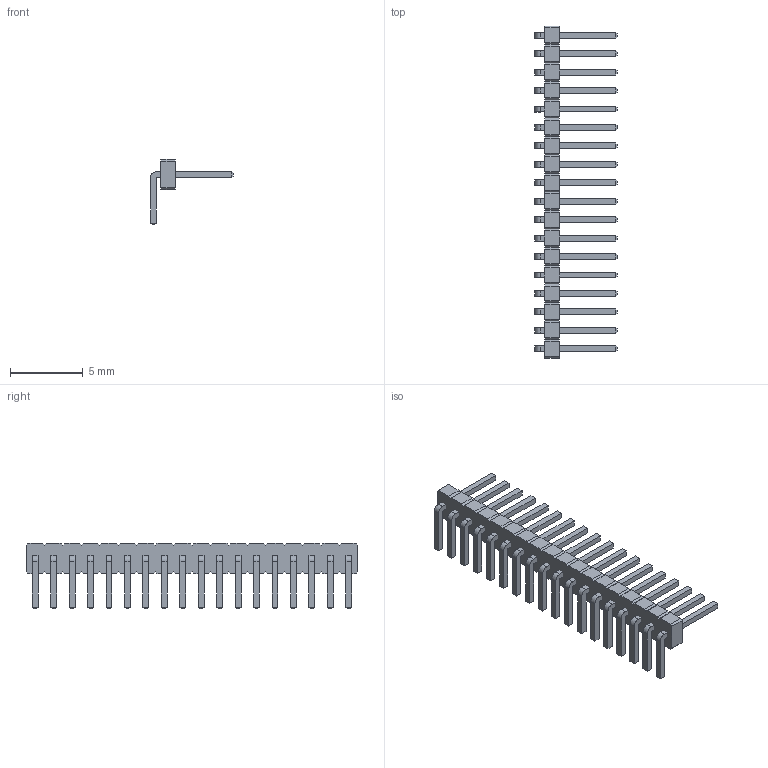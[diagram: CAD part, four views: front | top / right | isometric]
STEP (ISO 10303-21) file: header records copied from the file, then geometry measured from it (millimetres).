
FILE_DESCRIPTION(/* description */ ('model of PinHeader_1x18_P1.27mm_Horizontal'),/* implementation_level */ '2;1');
FILE_NAME(/* name */ 'PinHeader_1x18_P1.27mm_Horizontal.step',/* time_stamp */ '2018-01-24T13:43:31',/* author */ ('kicad StepUp','ksu'),/* organization */ ('FreeCAD'),/* preprocessor_version */ 'OCC',/* originating_system */ 'kicad StepUp',/* authorisation */ '');
FILE_SCHEMA(('AUTOMOTIVE_DESIGN { 1 0 10303 214 1 1 1 1 }'));
Length unit declared in the file: millimetre
Products named in the file (2): PinHeader_1x18_P127mm_Horizontal; Shape0_123873992667
Bounding box: 5.7 x 22.86 x 4.5 mm (x, y, z)
Volume: 72.7 mm3; surface area: 405.1 mm2
Topology: 19 solids, 19 shells, 418 faces, 996 edges, 616 vertices
Faces by surface type: plane 400, cylinder 18
Entity records: 7551 total; most frequent: ORIENTED_EDGE 1504, CARTESIAN_POINT 1162, EDGE_CURVE 996, LINE 960, VERTEX_POINT 616, AXIS2_PLACEMENT_3D 455, ADVANCED_FACE 418, FACE_BOUND 418
